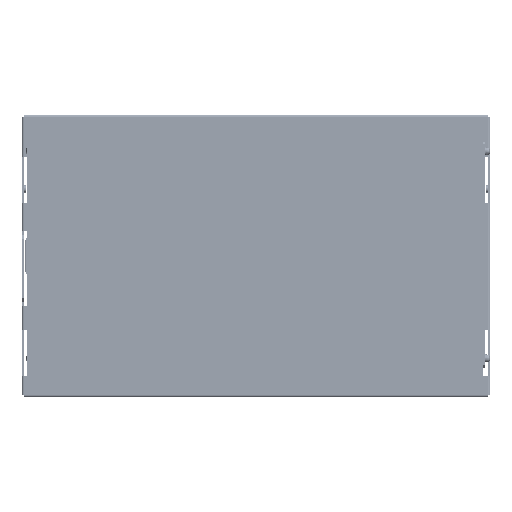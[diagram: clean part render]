
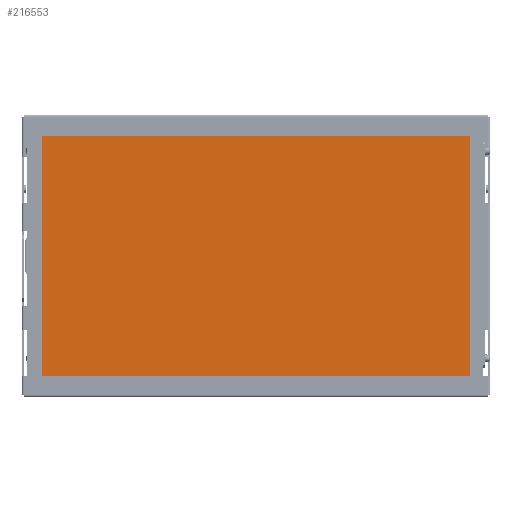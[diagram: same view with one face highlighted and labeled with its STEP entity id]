
A CAD part, top view. The second image highlights one B-rep face of the part: STEP entity #216553.
In plain terms, the highlighted planar face has unit normal (0, 0, 1).
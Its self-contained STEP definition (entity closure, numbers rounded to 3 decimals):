
#9906=FACE_OUTER_BOUND('',#21518,.T.);
#21518=EDGE_LOOP('',(#142206,#142207,#142208,#142209));
#34198=LINE('',#306486,#60899);
#34202=LINE('',#306494,#60903);
#34205=LINE('',#306500,#60906);
#34208=LINE('',#306505,#60909);
#60899=VECTOR('',#245615,10.);
#60903=VECTOR('',#245621,10.);
#60906=VECTOR('',#245626,10.);
#60909=VECTOR('',#245631,10.);
#87585=VERTEX_POINT('',#306484);
#87586=VERTEX_POINT('',#306485);
#87589=VERTEX_POINT('',#306493);
#87591=VERTEX_POINT('',#306499);
#109146=EDGE_CURVE('',#87585,#87586,#34198,.T.);
#109150=EDGE_CURVE('',#87586,#87589,#34202,.T.);
#109153=EDGE_CURVE('',#87589,#87591,#34205,.T.);
#109156=EDGE_CURVE('',#87591,#87585,#34208,.T.);
#142206=ORIENTED_EDGE('',*,*,#109146,.T.);
#142207=ORIENTED_EDGE('',*,*,#109150,.T.);
#142208=ORIENTED_EDGE('',*,*,#109153,.T.);
#142209=ORIENTED_EDGE('',*,*,#109156,.T.);
#207527=PLANE('',#228315);
#216553=ADVANCED_FACE('',(#9906),#207527,.T.);
#228315=AXIS2_PLACEMENT_3D('',#306531,#245660,#245661);
#245615=DIRECTION('',(0.,-1.,0.));
#245621=DIRECTION('',(1.,0.,0.));
#245626=DIRECTION('',(0.,1.,0.));
#245631=DIRECTION('',(-1.,0.,0.));
#245660=DIRECTION('center_axis',(0.,0.,
1.));
#245661=DIRECTION('ref_axis',(1.,0.,0.));
#306484=CARTESIAN_POINT('',(-111.36,62.64,8.26));
#306485=CARTESIAN_POINT('',(-111.36,-62.64,8.26));
#306486=CARTESIAN_POINT('',(-111.36,-31.245,8.26));
#306493=CARTESIAN_POINT('',(111.36,-62.64,8.26));
#306494=CARTESIAN_POINT('',(55.43,-62.64,8.26));
#306499=CARTESIAN_POINT('',(111.36,62.64,8.26));
#306500=CARTESIAN_POINT('',(111.36,31.395,8.26));
#306505=CARTESIAN_POINT('',(-55.93,62.64,8.26));
#306531=CARTESIAN_POINT('Origin',(-0.5,0.15,
8.26));
